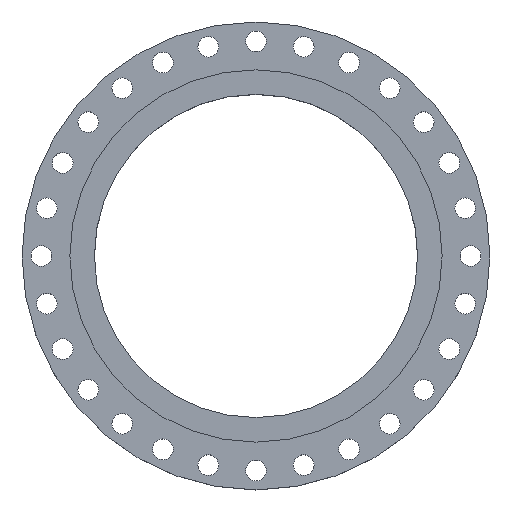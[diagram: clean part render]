
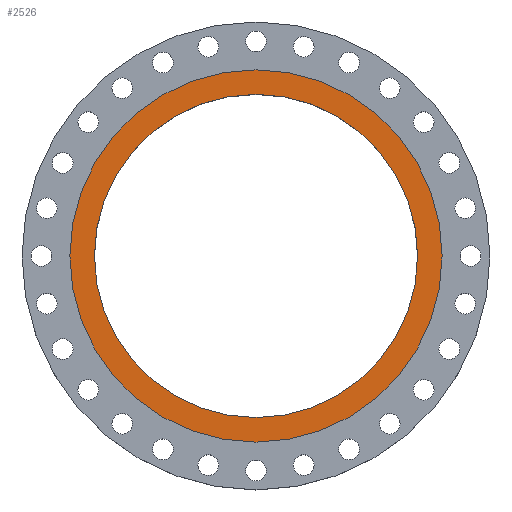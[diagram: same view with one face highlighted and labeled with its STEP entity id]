
A CAD part, top view. The second image highlights one B-rep face of the part: STEP entity #2526.
In plain terms, the highlighted planar face has unit normal (0, 0, 1).
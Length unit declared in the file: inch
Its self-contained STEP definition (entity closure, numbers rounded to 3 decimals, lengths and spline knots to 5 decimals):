
#57 = CIRCLE ( 'NONE', #1011, 18. ) ;
#244 = ORIENTED_EDGE ( 'NONE', *, *, #2147, .F. ) ;
#296 = CARTESIAN_POINT ( 'NONE',  ( 0., 0., 0. ) ) ;
#312 = CARTESIAN_POINT ( 'NONE',  ( -15.625, 0., 0. ) ) ;
#444 = AXIS2_PLACEMENT_3D ( 'NONE', #296, #1312, #2120 ) ;
#484 = FACE_BOUND ( 'NONE', #1400, .T. ) ;
#497 = EDGE_CURVE ( 'NONE', #2174, #658, #57, .T. ) ;
#515 = AXIS2_PLACEMENT_3D ( 'NONE', #1859, #1906, #2432 ) ;
#532 = DIRECTION ( 'NONE',  ( 0., 0., 1. ) ) ;
#637 = DIRECTION ( 'NONE',  ( 0., 0., -1. ) ) ;
#655 = DIRECTION ( 'NONE',  ( 0., 0., 1. ) ) ;
#658 = VERTEX_POINT ( 'NONE', #1726 ) ;
#706 = ORIENTED_EDGE ( 'NONE', *, *, #1107, .F. ) ;
#737 = DIRECTION ( 'NONE',  ( 1., 0., 0. ) ) ;
#768 = AXIS2_PLACEMENT_3D ( 'NONE', #1239, #637, #1679 ) ;
#944 = AXIS2_PLACEMENT_3D ( 'NONE', #1181, #532, #737 ) ;
#1011 = AXIS2_PLACEMENT_3D ( 'NONE', #1668, #655, #1470 ) ;
#1107 = EDGE_CURVE ( 'NONE', #1529, #2183, #1880, .T. ) ;
#1146 = EDGE_LOOP ( 'NONE', ( #1606, #1432 ) ) ;
#1181 = CARTESIAN_POINT ( 'NONE',  ( 0., 0., 0. ) ) ;
#1239 = CARTESIAN_POINT ( 'NONE',  ( 0., 15.625, 0. ) ) ;
#1277 = FACE_OUTER_BOUND ( 'NONE', #1146, .T. ) ;
#1312 = DIRECTION ( 'NONE',  ( 0., 0., 1. ) ) ;
#1400 = EDGE_LOOP ( 'NONE', ( #244, #706 ) ) ;
#1432 = ORIENTED_EDGE ( 'NONE', *, *, #497, .T. ) ;
#1470 = DIRECTION ( 'NONE',  ( 1., 0., 0. ) ) ;
#1529 = VERTEX_POINT ( 'NONE', #312 ) ;
#1589 = CARTESIAN_POINT ( 'NONE',  ( 15.625, 0., 0. ) ) ;
#1606 = ORIENTED_EDGE ( 'NONE', *, *, #2328, .T. ) ;
#1668 = CARTESIAN_POINT ( 'NONE',  ( 0., 0., 0. ) ) ;
#1675 = CIRCLE ( 'NONE', #944, 18. ) ;
#1679 = DIRECTION ( 'NONE',  ( -1., 0., 0. ) ) ;
#1726 = CARTESIAN_POINT ( 'NONE',  ( 18., 0., 0. ) ) ;
#1859 = CARTESIAN_POINT ( 'NONE',  ( 0., 0., 0. ) ) ;
#1880 = CIRCLE ( 'NONE', #515, 15.625 ) ;
#1906 = DIRECTION ( 'NONE',  ( 0., 0., 1. ) ) ;
#2025 = CARTESIAN_POINT ( 'NONE',  ( -18., 0., 0. ) ) ;
#2088 = PLANE ( 'NONE',  #768 ) ;
#2120 = DIRECTION ( 'NONE',  ( 1., 0., 0. ) ) ;
#2147 = EDGE_CURVE ( 'NONE', #2183, #1529, #2320, .T. ) ;
#2174 = VERTEX_POINT ( 'NONE', #2025 ) ;
#2183 = VERTEX_POINT ( 'NONE', #1589 ) ;
#2320 = CIRCLE ( 'NONE', #444, 15.625 ) ;
#2328 = EDGE_CURVE ( 'NONE', #658, #2174, #1675, .T. ) ;
#2432 = DIRECTION ( 'NONE',  ( 1., 0., 0. ) ) ;
#2526 = ADVANCED_FACE ( 'NONE', ( #484, #1277 ), #2088, .F. ) ;
